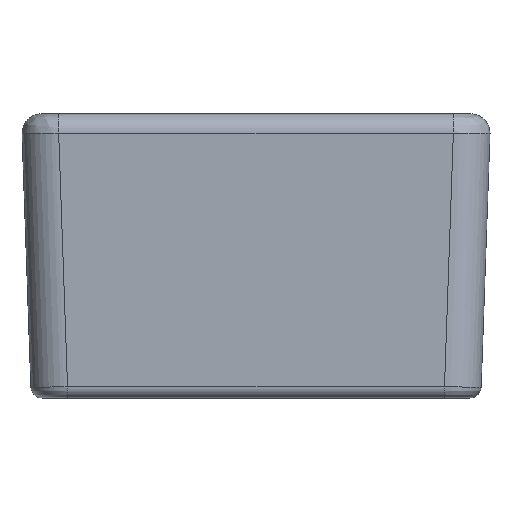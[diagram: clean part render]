
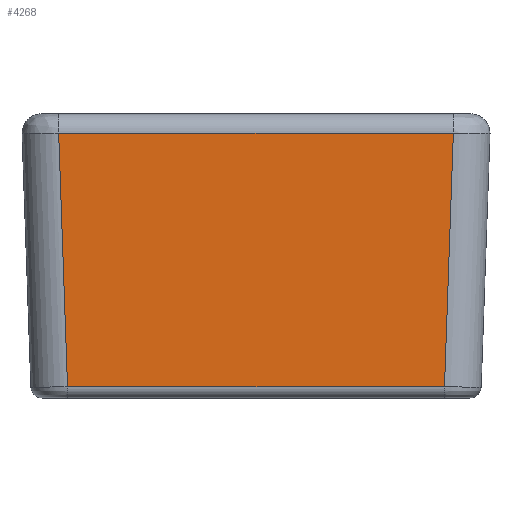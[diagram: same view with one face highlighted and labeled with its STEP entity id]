
A CAD part, front view. The second image highlights one B-rep face of the part: STEP entity #4268.
In plain terms, the highlighted planar face has unit normal (0, -1, 0).
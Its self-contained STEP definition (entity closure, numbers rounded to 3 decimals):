
#460=FACE_OUTER_BOUND('',#728,.T.);
#728=EDGE_LOOP('',(#3255,#3256,#3257,#3258,#3259,#3260));
#941=LINE('',#6434,#1389);
#952=LINE('',#6515,#1400);
#953=LINE('',#6525,#1401);
#1049=LINE('',#7160,#1497);
#1053=LINE('',#7270,#1501);
#1054=LINE('',#7272,#1502);
#1389=VECTOR('',#5015,10.);
#1400=VECTOR('',#5042,10.);
#1401=VECTOR('',#5047,10.);
#1497=VECTOR('',#5405,10.);
#1501=VECTOR('',#5417,10.);
#1502=VECTOR('',#5420,10.);
#1841=VERTEX_POINT('',#6408);
#1843=VERTEX_POINT('',#6424);
#1851=VERTEX_POINT('',#6514);
#1852=VERTEX_POINT('',#6523);
#1907=VERTEX_POINT('',#6773);
#1937=VERTEX_POINT('',#6938);
#2238=EDGE_CURVE('',#1841,#1843,#941,.T.);
#2254=EDGE_CURVE('',#1851,#1843,#952,.T.);
#2257=EDGE_CURVE('',#1852,#1841,#953,.T.);
#2425=EDGE_CURVE('',#1907,#1937,#1049,.T.);
#2429=EDGE_CURVE('',#1852,#1907,#1053,.T.);
#2430=EDGE_CURVE('',#1937,#1851,#1054,.T.);
#3255=ORIENTED_EDGE('',*,*,#2238,.F.);
#3256=ORIENTED_EDGE('',*,*,#2257,.F.);
#3257=ORIENTED_EDGE('',*,*,#2429,.T.);
#3258=ORIENTED_EDGE('',*,*,#2425,.T.);
#3259=ORIENTED_EDGE('',*,*,#2430,.T.);
#3260=ORIENTED_EDGE('',*,*,#2254,.T.);
#4028=PLANE('',#4715);
#4268=ADVANCED_FACE('',(#460),#4028,.T.);
#4715=AXIS2_PLACEMENT_3D('',#7284,#5439,#5440);
#5015=DIRECTION('',(1.,0.,0.));
#5042=DIRECTION('',(0.,0.,1.));
#5047=DIRECTION('',(0.,0.,1.));
#5405=DIRECTION('',(1.,0.,0.));
#5417=DIRECTION('',(0.035,0.,-0.999));
#5420=DIRECTION('',(0.035,0.,0.999));
#5439=DIRECTION('center_axis',(0.,-1.,0.));
#5440=DIRECTION('ref_axis',(0.,0.,-1.));
#6408=CARTESIAN_POINT('',(79.695,-12.608,23.25));
#6424=CARTESIAN_POINT('',(114.691,-12.608,23.25));
#6434=CARTESIAN_POINT('',(79.695,-12.608,23.25));
#6514=CARTESIAN_POINT('',(114.691,-12.608,23.2));
#6515=CARTESIAN_POINT('',(114.691,-12.608,23.2));
#6523=CARTESIAN_POINT('',(79.695,-12.608,23.2));
#6525=CARTESIAN_POINT('',(79.695,-12.608,23.2));
#6773=CARTESIAN_POINT('',(80.479,-12.608,0.75));
#6938=CARTESIAN_POINT('',(113.907,-12.608,0.75));
#7160=CARTESIAN_POINT('',(80.479,-12.608,0.75));
#7270=CARTESIAN_POINT('',(79.695,-12.608,23.2));
#7272=CARTESIAN_POINT('',(113.907,-12.608,0.75));
#7284=CARTESIAN_POINT('Origin',(79.695,-12.608,12.));
